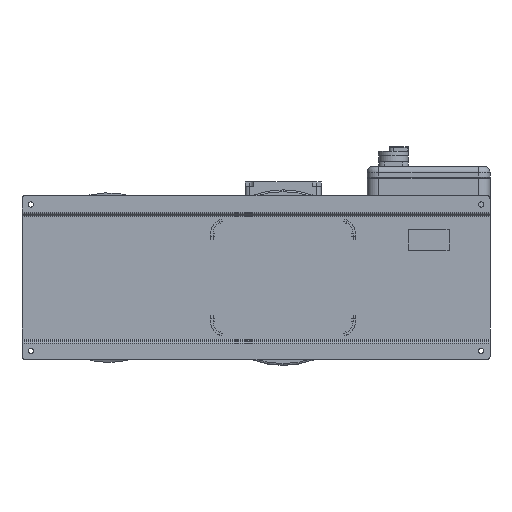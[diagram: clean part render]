
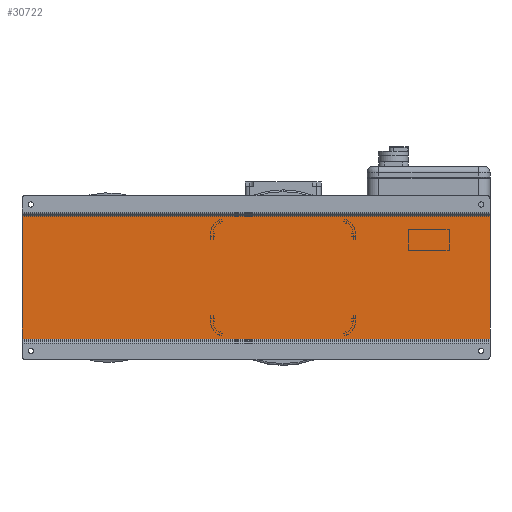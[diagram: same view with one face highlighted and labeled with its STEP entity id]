
A CAD part, front view. The second image highlights one B-rep face of the part: STEP entity #30722.
In plain terms, the highlighted planar face has unit normal (0, -1, 0).
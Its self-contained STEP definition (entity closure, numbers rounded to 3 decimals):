
#4750 = EDGE_CURVE ( 'NONE', #68404, #7078, #72737, .T. ) ;
#7078 = VERTEX_POINT ( 'NONE', #44343 ) ;
#8885 = CARTESIAN_POINT ( 'NONE',  ( 400., 51., 105. ) ) ;
#10892 = FACE_OUTER_BOUND ( 'NONE', #34804, .T. ) ;
#11040 = VECTOR ( 'NONE', #63309, 1000. ) ;
#13530 = CARTESIAN_POINT ( 'NONE',  ( 400., 51., -105. ) ) ;
#13612 = EDGE_CURVE ( 'NONE', #23011, #68404, #36390, .T. ) ;
#15442 = VECTOR ( 'NONE', #67536, 1000. ) ;
#17362 = CARTESIAN_POINT ( 'NONE',  ( -400., 51., -105. ) ) ;
#21242 = CARTESIAN_POINT ( 'NONE',  ( 400., 51., -105. ) ) ;
#23011 = VERTEX_POINT ( 'NONE', #85736 ) ;
#24492 = LINE ( 'NONE', #17362, #55335 ) ;
#25453 = EDGE_CURVE ( 'NONE', #66820, #7078, #24492, .T. ) ;
#30009 = CARTESIAN_POINT ( 'NONE',  ( -400., 51., 105. ) ) ;
#30722 = ADVANCED_FACE ( 'NONE', ( #10892 ), #68666, .F. ) ;
#33010 = AXIS2_PLACEMENT_3D ( 'NONE', #21242, #70996, #34997 ) ;
#34804 = EDGE_LOOP ( 'NONE', ( #61592, #36254, #72626, #73508 ) ) ;
#34997 = DIRECTION ( 'NONE',  ( 0., 0., 1. ) ) ;
#36254 = ORIENTED_EDGE ( 'NONE', *, *, #4750, .F. ) ;
#36390 = LINE ( 'NONE', #8885, #76589 ) ;
#44343 = CARTESIAN_POINT ( 'NONE',  ( -400., 51., -105. ) ) ;
#46266 = DIRECTION ( 'NONE',  ( 0., 0., -1. ) ) ;
#51091 = DIRECTION ( 'NONE',  ( 0., 0., -1. ) ) ;
#55335 = VECTOR ( 'NONE', #46266, 1000. ) ;
#57185 = CARTESIAN_POINT ( 'NONE',  ( 400., 51., -105. ) ) ;
#59508 = CARTESIAN_POINT ( 'NONE',  ( 400., 51., 105. ) ) ;
#61592 = ORIENTED_EDGE ( 'NONE', *, *, #25453, .T. ) ;
#63309 = DIRECTION ( 'NONE',  ( -1., 0., 0. ) ) ;
#64734 = LINE ( 'NONE', #59508, #15442 ) ;
#66820 = VERTEX_POINT ( 'NONE', #30009 ) ;
#67536 = DIRECTION ( 'NONE',  ( -1., 0., 0. ) ) ;
#68404 = VERTEX_POINT ( 'NONE', #57185 ) ;
#68666 = PLANE ( 'NONE',  #33010 ) ;
#70996 = DIRECTION ( 'NONE',  ( 0., 1., 0. ) ) ;
#72626 = ORIENTED_EDGE ( 'NONE', *, *, #13612, .F. ) ;
#72737 = LINE ( 'NONE', #13530, #11040 ) ;
#73508 = ORIENTED_EDGE ( 'NONE', *, *, #75036, .T. ) ;
#75036 = EDGE_CURVE ( 'NONE', #23011, #66820, #64734, .T. ) ;
#76589 = VECTOR ( 'NONE', #51091, 1000. ) ;
#85736 = CARTESIAN_POINT ( 'NONE',  ( 400., 51., 105. ) ) ;
